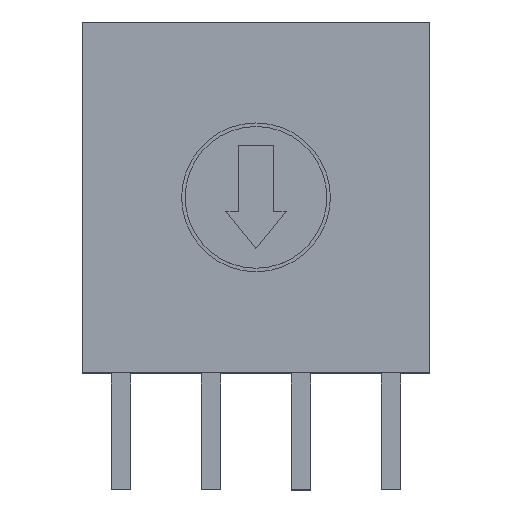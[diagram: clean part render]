
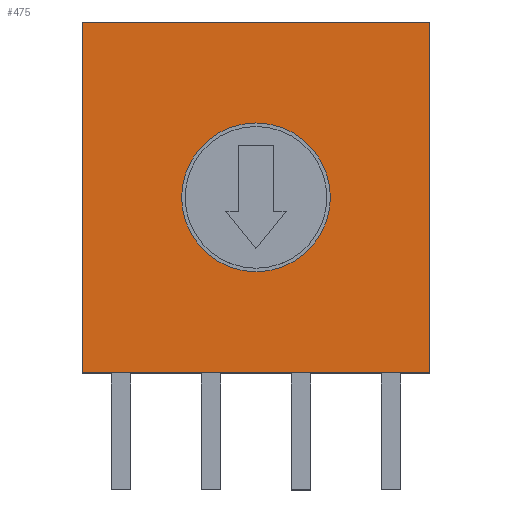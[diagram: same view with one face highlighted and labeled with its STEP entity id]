
A CAD part, top view. The second image highlights one B-rep face of the part: STEP entity #475.
In plain terms, the highlighted planar face has unit normal (0, 0, 1).
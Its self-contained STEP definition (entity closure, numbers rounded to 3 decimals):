
#25 = ORIENTED_EDGE ( 'NONE', *, *, #519, .T. ) ;
#34 = VERTEX_POINT ( 'NONE', #1081 ) ;
#41 = ORIENTED_EDGE ( 'NONE', *, *, #1019, .F. ) ;
#50 = EDGE_LOOP ( 'NONE', ( #179, #800 ) ) ;
#56 = VERTEX_POINT ( 'NONE', #1115 ) ;
#79 = EDGE_LOOP ( 'NONE', ( #483, #127, #41, #25 ) ) ;
#86 = EDGE_CURVE ( 'NONE', #178, #56, #1291, .T. ) ;
#121 = VERTEX_POINT ( 'NONE', #1429 ) ;
#127 = ORIENTED_EDGE ( 'NONE', *, *, #790, .F. ) ;
#178 = VERTEX_POINT ( 'NONE', #1673 ) ;
#179 = ORIENTED_EDGE ( 'NONE', *, *, #86, .F. ) ;
#201 = VERTEX_POINT ( 'NONE', #1730 ) ;
#210 = LINE ( 'NONE', #211, #212 ) ;
#211 = CARTESIAN_POINT ( 'NONE',  ( 8.71, 9.9, 3.38 ) ) ;
#212 = VECTOR ( 'NONE', #213, 1000. ) ;
#213 = DIRECTION ( 'NONE',  ( 0., -1., 0. ) ) ;
#245 = LINE ( 'NONE', #246, #247 ) ;
#246 = CARTESIAN_POINT ( 'NONE',  ( -1.09, 0., 3.38 ) ) ;
#247 = VECTOR ( 'NONE', #248, 1000. ) ;
#248 = DIRECTION ( 'NONE',  ( 1., 0., 0. ) ) ;
#276 = CIRCLE ( 'NONE', #277, 2.1 ) ;
#277 = AXIS2_PLACEMENT_3D ( 'NONE', #278, #279, #280 ) ;
#278 = CARTESIAN_POINT ( 'NONE',  ( 3.81, 4.95, 3.38 ) ) ;
#279 = DIRECTION ( 'NONE',  ( 0., 0., 1. ) ) ;
#280 = DIRECTION ( 'NONE',  ( 1., 0., 0. ) ) ;
#285 = FACE_BOUND ( 'NONE', #50, .T. ) ;
#286 = FACE_OUTER_BOUND ( 'NONE', #79, .T. ) ;
#287 = PLANE ( 'NONE',  #291 ) ;
#291 = AXIS2_PLACEMENT_3D ( 'NONE', #292, #293, #294 ) ;
#292 = CARTESIAN_POINT ( 'NONE',  ( -1.09, 9.9, 3.38 ) ) ;
#293 = DIRECTION ( 'NONE',  ( 0., 0., -1. ) ) ;
#294 = DIRECTION ( 'NONE',  ( -1., 0., 0. ) ) ;
#472 = EDGE_CURVE ( 'NONE', #56, #178, #276, .T. ) ;
#475 = ADVANCED_FACE ( 'NONE', ( #285, #286 ), #287, .F. ) ;
#483 = ORIENTED_EDGE ( 'NONE', *, *, #807, .T. ) ;
#519 = EDGE_CURVE ( 'NONE', #690, #121, #896, .T. ) ;
#690 = VERTEX_POINT ( 'NONE', #1446 ) ;
#790 = EDGE_CURVE ( 'NONE', #34, #201, #210, .T. ) ;
#800 = ORIENTED_EDGE ( 'NONE', *, *, #472, .F. ) ;
#807 = EDGE_CURVE ( 'NONE', #121, #201, #245, .T. ) ;
#896 = LINE ( 'NONE', #897, #898 ) ;
#897 = CARTESIAN_POINT ( 'NONE',  ( -1.09, 9.9, 3.38 ) ) ;
#898 = VECTOR ( 'NONE', #899, 1000. ) ;
#899 = DIRECTION ( 'NONE',  ( 0., -1., 0. ) ) ;
#1019 = EDGE_CURVE ( 'NONE', #690, #34, #1421, .T. ) ;
#1081 = CARTESIAN_POINT ( 'NONE',  ( 8.71, 9.9, 3.38 ) ) ;
#1115 = CARTESIAN_POINT ( 'NONE',  ( 1.71, 4.95, 3.38 ) ) ;
#1291 = CIRCLE ( 'NONE', #1292, 2.1 ) ;
#1292 = AXIS2_PLACEMENT_3D ( 'NONE', #1293, #1294, #1295 ) ;
#1293 = CARTESIAN_POINT ( 'NONE',  ( 3.81, 4.95, 3.38 ) ) ;
#1294 = DIRECTION ( 'NONE',  ( 0., 0., 1. ) ) ;
#1295 = DIRECTION ( 'NONE',  ( 1., 0., 0. ) ) ;
#1421 = LINE ( 'NONE', #1422, #1423 ) ;
#1422 = CARTESIAN_POINT ( 'NONE',  ( -1.09, 9.9, 3.38 ) ) ;
#1423 = VECTOR ( 'NONE', #1424, 1000. ) ;
#1424 = DIRECTION ( 'NONE',  ( 1., 0., 0. ) ) ;
#1429 = CARTESIAN_POINT ( 'NONE',  ( -1.09, 0., 3.38 ) ) ;
#1446 = CARTESIAN_POINT ( 'NONE',  ( -1.09, 9.9, 3.38 ) ) ;
#1673 = CARTESIAN_POINT ( 'NONE',  ( 5.91, 4.95, 3.38 ) ) ;
#1730 = CARTESIAN_POINT ( 'NONE',  ( 8.71, 0., 3.38 ) ) ;
